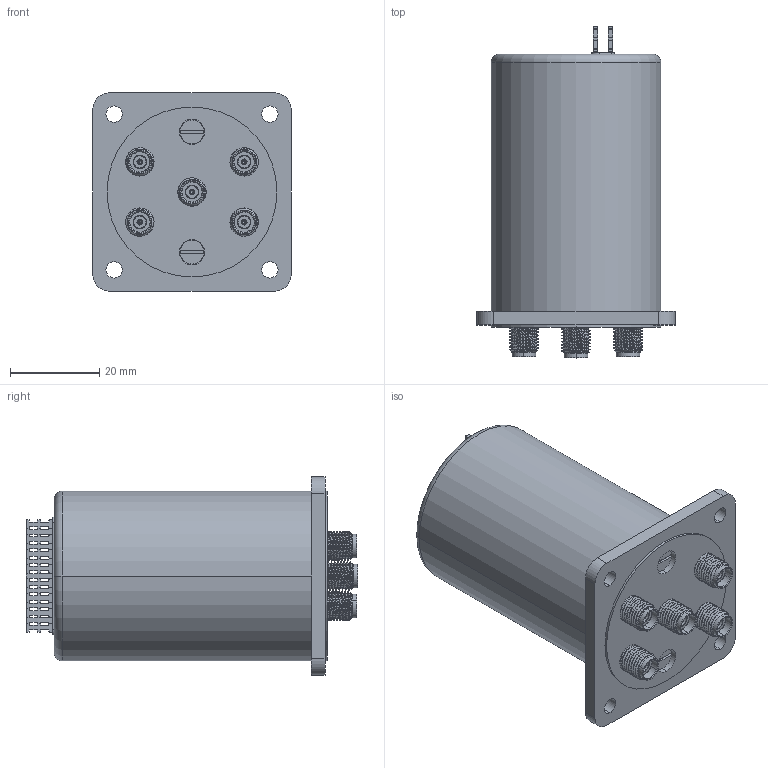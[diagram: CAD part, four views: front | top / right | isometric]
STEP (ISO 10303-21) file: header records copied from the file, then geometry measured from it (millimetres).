
FILE_DESCRIPTION (( 'STEP AP214' ), '1' );
FILE_NAME ('FMSW7291_3D.step', '2023-05-10T16:15:23', ( '' ), ( '' ), 'SwSTEP 2.0', 'SolidWorks 2022', '' );
FILE_SCHEMA (( 'AUTOMOTIVE_DESIGN' ));
Length unit declared in the file: inch
Products named in the file (8): Copy of Part3^Copy of A16+Terminalassy.STEP_Copy of K14-0AR000 Rev.A_14S-M2N2-4312-P.STEP_FMSW7291; Copy of K14-0AR000 Rev.A_14S-M2N2-4312-P.STEP^FMSW7291; Copy of K16029002.STEP^Copy of K14-0AR000 Rev.A_14S-M2N2-4312-P.STEP_FMSW7291; Copy of A16L24Y01-CST.STEP^Copy of K14-0AR000 Rev.A_14S-M2N2-4312-P.STEP_FMSW7291; Copy of K16021002_defeature.STEP^Copy of K14-0AR000 Rev.A_14S-M2N2-4312-P.STEP_FMSW7291; Copy of A16+Terminalassy.STEP^Copy of K14-0AR000 Rev.A_14S-M2N2-4312-P.STEP_FMSW7291; FMSW7291_3D; Copy of TBASY_defeature.STEP^Copy of A16+Terminalassy.STEP_Copy of K14-0AR000 Rev.A_14S-M2N2-4312-P.STEP_FMSW7291
Assembly tree (12 placements, depth 4):
  FMSW7291_3D
    Copy of K14-0AR000 Rev.A_14S-M2N2-4312-P.STEP^FMSW7291
      Copy of A16+Terminalassy.STEP^Copy of K14-0AR000 Rev.A_14S-M2N2-4312-P.STEP_FMSW7291
        Copy of Part3^Copy of A16+Terminalassy.STEP_Copy of K14-0AR000 Rev.A_14S-M2N2-4312-P.STEP_FMSW7291
        Copy of TBASY_defeature.STEP^Copy of A16+Terminalassy.STEP_Copy of K14-0AR000 Rev.A_14S-M2N2-4312-P.STEP_FMSW7291
      Copy of K16021002_defeature.STEP^Copy of K14-0AR000 Rev.A_14S-M2N2-4312-P.STEP_FMSW7291
      Copy of K16029002.STEP^Copy of K14-0AR000 Rev.A_14S-M2N2-4312-P.STEP_FMSW7291  x5
      Copy of A16L24Y01-CST.STEP^Copy of K14-0AR000 Rev.A_14S-M2N2-4312-P.STEP_FMSW7291  x2
Bounding box: 44.45 x 74.39 x 44.45 mm (x, y, z)
Volume: 15642.5 mm3; surface area: 24812.1 mm2
Topology: 20 solids, 20 shells, 1206 faces, 3169 edges, 2083 vertices
Faces by surface type: plane 589, cylinder 483, cone 75, bspline 55, torus 4
Entity records: 26825 total; most frequent: CARTESIAN_POINT 6535, ORIENTED_EDGE 4202, DIRECTION 4163, EDGE_CURVE 2101, VECTOR 1459, LINE 1459, VERTEX_POINT 1395, AXIS2_PLACEMENT_3D 1352
